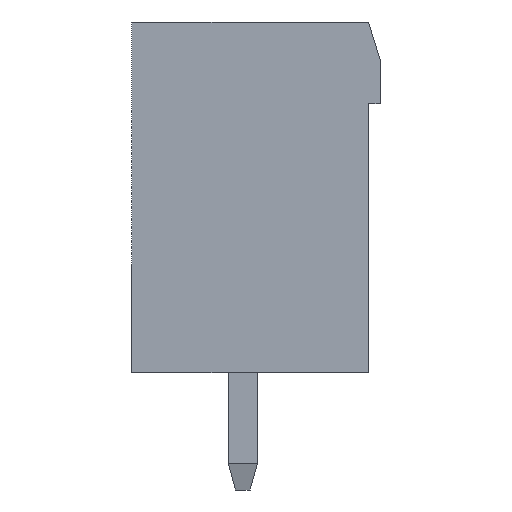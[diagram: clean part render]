
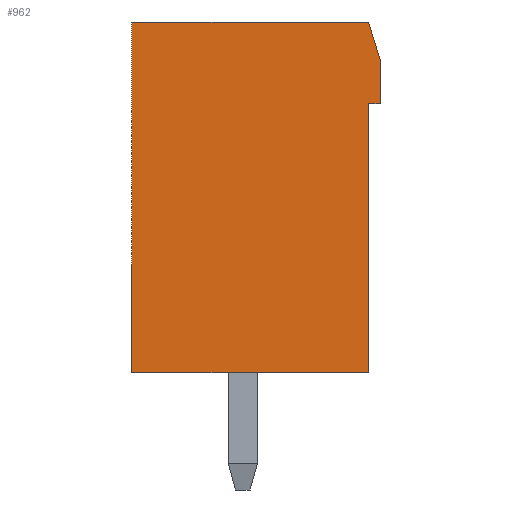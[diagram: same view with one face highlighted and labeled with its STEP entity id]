
A CAD part, left-side view. The second image highlights one B-rep face of the part: STEP entity #962.
In plain terms, the highlighted planar face has unit normal (-1, 0, 0).
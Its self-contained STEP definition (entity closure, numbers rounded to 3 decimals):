
#962 = ADVANCED_FACE( '', ( #2320 ), #2321, .T. );
#2320 = FACE_OUTER_BOUND( '', #4172, .T. );
#2321 = PLANE( '', #4173 );
#4172 = EDGE_LOOP( '', ( #6531, #6532, #6533, #6534, #6535, #6536, #6537 ) );
#4173 = AXIS2_PLACEMENT_3D( '', #6538, #6539, #6540 );
#6531 = ORIENTED_EDGE( '', *, *, #11951, .T. );
#6532 = ORIENTED_EDGE( '', *, *, #11750, .T. );
#6533 = ORIENTED_EDGE( '', *, *, #11952, .T. );
#6534 = ORIENTED_EDGE( '', *, *, #11953, .T. );
#6535 = ORIENTED_EDGE( '', *, *, #11954, .T. );
#6536 = ORIENTED_EDGE( '', *, *, #11770, .T. );
#6537 = ORIENTED_EDGE( '', *, *, #11955, .T. );
#6538 = CARTESIAN_POINT( '', ( -44.18, 0., 0. ) );
#6539 = DIRECTION( '', ( -1., 0., 0. ) );
#6540 = DIRECTION( '', ( 0., 0., 1. ) );
#11750 = EDGE_CURVE( '', #14254, #14252, #14255, .T. );
#11770 = EDGE_CURVE( '', #14288, #14289, #14290, .T. );
#11951 = EDGE_CURVE( '', #14607, #14254, #14608, .T. );
#11952 = EDGE_CURVE( '', #14252, #14609, #14610, .T. );
#11953 = EDGE_CURVE( '', #14609, #14611, #14612, .T. );
#11954 = EDGE_CURVE( '', #14611, #14288, #14613, .T. );
#11955 = EDGE_CURVE( '', #14289, #14607, #14614, .T. );
#14252 = VERTEX_POINT( '', #17838 );
#14254 = VERTEX_POINT( '', #17841 );
#14255 = LINE( '', #17842, #17843 );
#14288 = VERTEX_POINT( '', #17891 );
#14289 = VERTEX_POINT( '', #17892 );
#14290 = LINE( '', #17893, #17894 );
#14607 = VERTEX_POINT( '', #18349 );
#14608 = LINE( '', #18350, #18351 );
#14609 = VERTEX_POINT( '', #18352 );
#14610 = LINE( '', #18353, #18354 );
#14611 = VERTEX_POINT( '', #18355 );
#14612 = LINE( '', #18356, #18357 );
#14613 = LINE( '', #18358, #18359 );
#14614 = LINE( '', #18360, #18361 );
#17838 = CARTESIAN_POINT( '', ( -44.18, 4.05, 6. ) );
#17841 = CARTESIAN_POINT( '', ( -44.18, -4.05, 6. ) );
#17842 = CARTESIAN_POINT( '', ( -44.18, -4.05, 6. ) );
#17843 = VECTOR( '', #22310, 1000. );
#17891 = CARTESIAN_POINT( '', ( -44.18, -4.05, 3.2 ) );
#17892 = CARTESIAN_POINT( '', ( -44.18, -4.45, 3.2 ) );
#17893 = CARTESIAN_POINT( '', ( -44.18, -4.05, 3.2 ) );
#17894 = VECTOR( '', #22326, 1000. );
#18349 = CARTESIAN_POINT( '', ( -44.18, -4.45, 4.7 ) );
#18350 = CARTESIAN_POINT( '', ( -44.18, -4.45, 4.7 ) );
#18351 = VECTOR( '', #22504, 1000. );
#18352 = CARTESIAN_POINT( '', ( -44.18, 4.05, -6. ) );
#18353 = CARTESIAN_POINT( '', ( -44.18, 4.05, 6. ) );
#18354 = VECTOR( '', #22505, 1000. );
#18355 = CARTESIAN_POINT( '', ( -44.18, -4.05, -6. ) );
#18356 = CARTESIAN_POINT( '', ( -44.18, 4.05, -6. ) );
#18357 = VECTOR( '', #22506, 1000. );
#18358 = CARTESIAN_POINT( '', ( -44.18, -4.05, -6. ) );
#18359 = VECTOR( '', #22507, 1000. );
#18360 = CARTESIAN_POINT( '', ( -44.18, -4.45, 3.2 ) );
#18361 = VECTOR( '', #22508, 1000. );
#22310 = DIRECTION( '', ( 0., 1., 0. ) );
#22326 = DIRECTION( '', ( 0., -1., 0. ) );
#22504 = DIRECTION( '', ( 0., 0.294, 0.956 ) );
#22505 = DIRECTION( '', ( 0., 0., -1. ) );
#22506 = DIRECTION( '', ( 0., -1., 0. ) );
#22507 = DIRECTION( '', ( 0., 0., 1. ) );
#22508 = DIRECTION( '', ( 0., 0., 1. ) );
